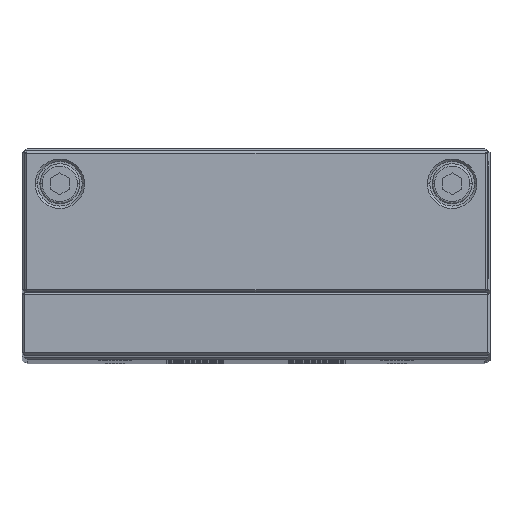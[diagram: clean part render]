
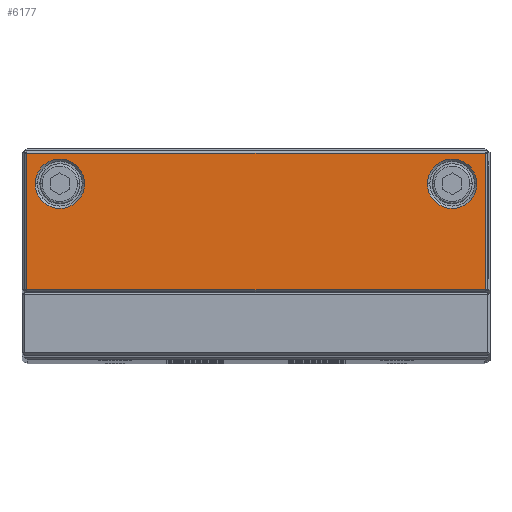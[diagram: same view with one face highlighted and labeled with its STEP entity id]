
A CAD part, top view. The second image highlights one B-rep face of the part: STEP entity #6177.
In plain terms, the highlighted planar face has unit normal (0, 0, 1).
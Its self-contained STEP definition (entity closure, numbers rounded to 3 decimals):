
#4561=FACE_BOUND('',#9366,.T.);
#4562=FACE_BOUND('',#9367,.T.);
#4563=FACE_BOUND('',#9368,.T.);
#4896=PLANE('',#31847);
#6177=ADVANCED_FACE('',(#4561,#4562,#4563),#4896,.T.);
#9366=EDGE_LOOP('',(#16739,#16740,#16741,#16742));
#9367=EDGE_LOOP('',(#16743,#16744));
#9368=EDGE_LOOP('',(#16745,#16746));
#11177=LINE('',#41406,#13908);
#11178=LINE('',#41409,#13909);
#11179=LINE('',#41411,#13910);
#11180=LINE('',#41413,#13911);
#13908=VECTOR('',#34202,1.);
#13909=VECTOR('',#34203,1.);
#13910=VECTOR('',#34204,1.);
#13911=VECTOR('',#34205,1.);
#16739=ORIENTED_EDGE('',*,*,#27077,.T.);
#16740=ORIENTED_EDGE('',*,*,#27078,.T.);
#16741=ORIENTED_EDGE('',*,*,#27079,.T.);
#16742=ORIENTED_EDGE('',*,*,#27080,.T.);
#16743=ORIENTED_EDGE('',*,*,#27003,.T.);
#16744=ORIENTED_EDGE('',*,*,#27076,.T.);
#16745=ORIENTED_EDGE('',*,*,#27007,.T.);
#16746=ORIENTED_EDGE('',*,*,#27075,.T.);
#24467=VERTEX_POINT('',#41252);
#24468=VERTEX_POINT('',#41254);
#24471=VERTEX_POINT('',#41261);
#24472=VERTEX_POINT('',#41263);
#24513=VERTEX_POINT('',#41407);
#24514=VERTEX_POINT('',#41408);
#24515=VERTEX_POINT('',#41410);
#24516=VERTEX_POINT('',#41412);
#27003=EDGE_CURVE('',#24468,#24467,#30939,.T.);
#27007=EDGE_CURVE('',#24472,#24471,#30941,.T.);
#27075=EDGE_CURVE('',#24471,#24472,#30964,.T.);
#27076=EDGE_CURVE('',#24467,#24468,#30965,.T.);
#27077=EDGE_CURVE('',#24513,#24514,#11177,.T.);
#27078=EDGE_CURVE('',#24514,#24515,#11178,.T.);
#27079=EDGE_CURVE('',#24515,#24516,#11179,.T.);
#27080=EDGE_CURVE('',#24516,#24513,#11180,.T.);
#30939=CIRCLE('',#31786,5.25);
#30941=CIRCLE('',#31789,5.25);
#30964=CIRCLE('',#31843,5.25);
#30965=CIRCLE('',#31845,5.25);
#31786=AXIS2_PLACEMENT_3D('',#41253,#34033,#34034);
#31789=AXIS2_PLACEMENT_3D('',#41262,#34041,#34042);
#31843=AXIS2_PLACEMENT_3D('',#41402,#34194,#34195);
#31845=AXIS2_PLACEMENT_3D('',#41404,#34198,#34199);
#31847=AXIS2_PLACEMENT_3D('',#41414,#34206,#34207);
#34033=DIRECTION('',(0.,0.,-1.));
#34034=DIRECTION('',(1.,0.,0.));
#34041=DIRECTION('',(0.,0.,-1.));
#34042=DIRECTION('',(1.,0.,0.));
#34194=DIRECTION('',(0.,0.,-1.));
#34195=DIRECTION('',(1.,0.,0.));
#34198=DIRECTION('',(0.,0.,-1.));
#34199=DIRECTION('',(1.,0.,0.));
#34202=DIRECTION('',(0.,-1.,0.));
#34203=DIRECTION('',(1.,0.,0.));
#34204=DIRECTION('',(0.,1.,0.));
#34205=DIRECTION('',(-1.,0.,0.));
#34206=DIRECTION('',(0.,0.,1.));
#34207=DIRECTION('',(1.,0.,0.));
#41252=CARTESIAN_POINT('',(36.45,37.25,349.));
#41253=CARTESIAN_POINT('',(41.7,37.25,349.));
#41254=CARTESIAN_POINT('',(46.95,37.25,349.));
#41261=CARTESIAN_POINT('',(-46.95,37.25,349.));
#41262=CARTESIAN_POINT('',(-41.7,37.25,349.));
#41263=CARTESIAN_POINT('',(-36.45,37.25,349.));
#41402=CARTESIAN_POINT('',(-41.7,37.25,349.));
#41404=CARTESIAN_POINT('',(41.7,37.25,349.));
#41406=CARTESIAN_POINT('',(-48.7,14.25,349.));
#41407=CARTESIAN_POINT('',(-48.7,43.75,349.));
#41408=CARTESIAN_POINT('',(-48.7,14.75,349.));
#41409=CARTESIAN_POINT('',(49.2,14.75,349.));
#41410=CARTESIAN_POINT('',(48.7,14.75,349.));
#41411=CARTESIAN_POINT('',(48.7,44.25,349.));
#41412=CARTESIAN_POINT('',(48.7,43.75,349.));
#41413=CARTESIAN_POINT('',(-49.2,43.75,349.));
#41414=CARTESIAN_POINT('',(-49.2,14.25,349.));
